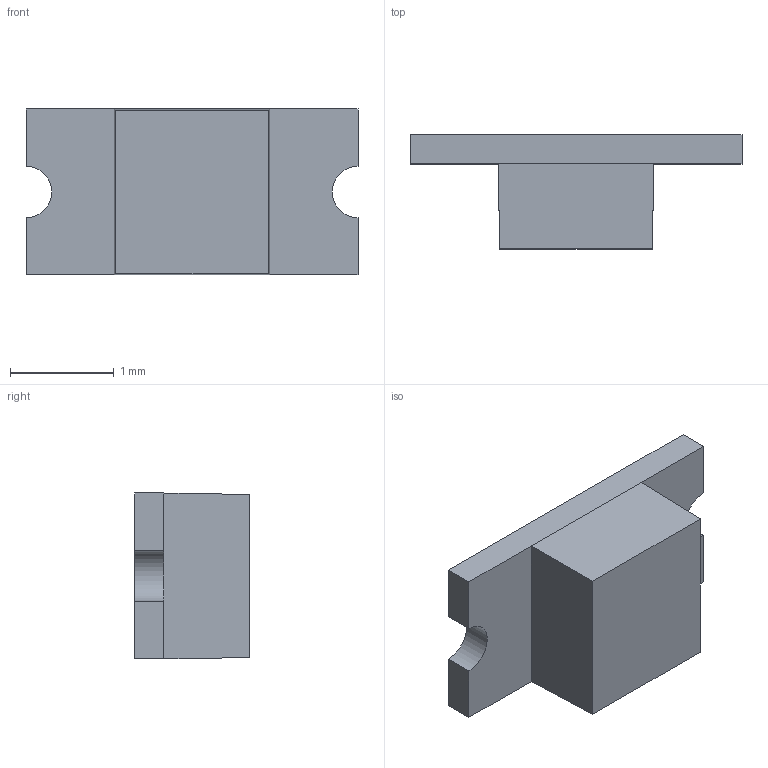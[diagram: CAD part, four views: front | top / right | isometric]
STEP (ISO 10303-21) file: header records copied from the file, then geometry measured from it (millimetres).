
FILE_DESCRIPTION (( 'STEP AP214' ), '1' );
FILE_NAME ('LTST-C230GKT.STEP', '2023-07-03T08:38:12', ( '' ), ( '' ), 'SwSTEP 2.0', 'SolidWorks 2023', '' );
FILE_SCHEMA (( 'AUTOMOTIVE_DESIGN' ));
Length unit declared in the file: millimetre
Products named in the file (1): LTST-C230GKT
Bounding box: 3.2 x 1.1 x 1.6 mm (x, y, z)
Volume: 3.3 mm3; surface area: 22.7 mm2
Topology: 3 solids, 3 shells, 28 faces, 74 edges, 52 vertices
Faces by surface type: plane 26, cylinder 2
Entity records: 1116 total; most frequent: CARTESIAN_POINT 155, ORIENTED_EDGE 148, DIRECTION 136, EDGE_CURVE 74, VECTOR 70, LINE 70, VERTEX_POINT 52, AXIS2_PLACEMENT_3D 33
